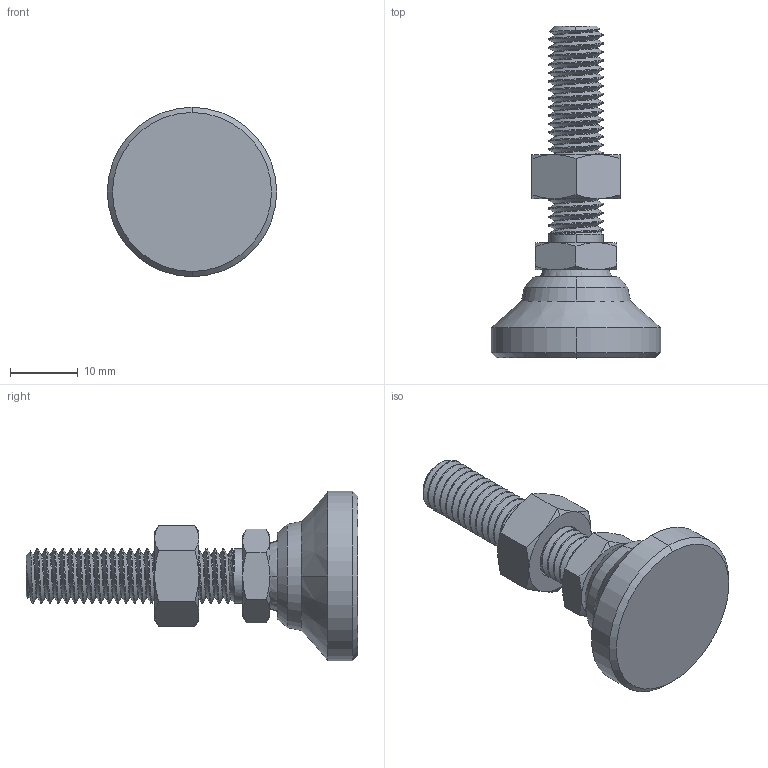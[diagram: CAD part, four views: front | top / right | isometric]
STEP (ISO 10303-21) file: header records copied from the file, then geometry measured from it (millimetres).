
FILE_DESCRIPTION (( 'STEP AP214' ), '1' );
FILE_NAME ('M8 Stem Mt Leveling Ft-750kg(00DLF-3500-001-00).STEP', '2023-08-22T17:12:02', ( '' ), ( '' ), 'SwSTEP 2.0', 'SolidWorks 2020', '' );
FILE_SCHEMA (( 'AUTOMOTIVE_DESIGN' ));
Length unit declared in the file: millimetre
Products named in the file (1): M8 Stem Mt Leveling Ft-750kg(00DLF-3500-001-00)
Bounding box: 25 x 49 x 25 mm (x, y, z)
Volume: 6626.6 mm3; surface area: 4115.9 mm2
Topology: 3 solids, 3 shells, 127 faces, 330 edges, 204 vertices
Faces by surface type: cylinder 54, cone 47, plane 19, bspline 7
Entity records: 8089 total; most frequent: CARTESIAN_POINT 5366, ORIENTED_EDGE 644, DIRECTION 474, EDGE_CURVE 322, VERTEX_POINT 204, AXIS2_PLACEMENT_3D 193, EDGE_LOOP 132, FACE_OUTER_BOUND 127
